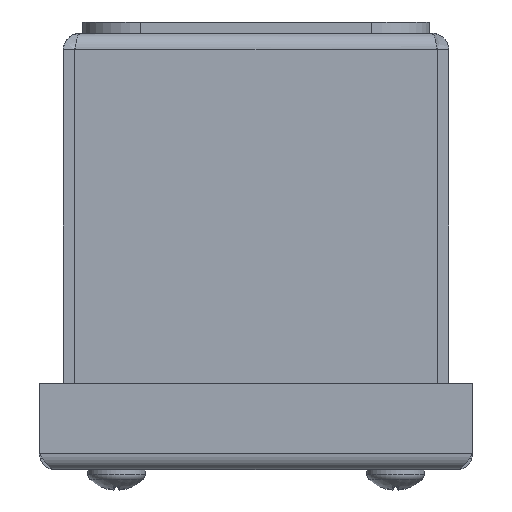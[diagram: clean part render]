
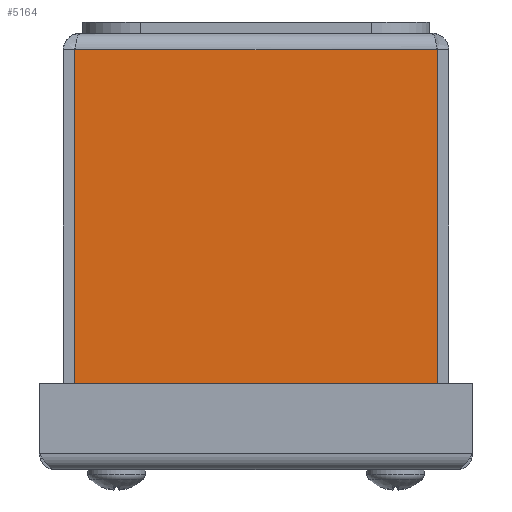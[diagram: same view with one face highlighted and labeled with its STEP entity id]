
A CAD part, front view. The second image highlights one B-rep face of the part: STEP entity #5164.
In plain terms, the highlighted planar face has unit normal (0, -1, 0).
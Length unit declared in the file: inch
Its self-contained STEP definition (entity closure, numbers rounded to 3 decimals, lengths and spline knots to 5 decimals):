
#569=PLANE('',#5575);
#830=FACE_OUTER_BOUND('',#1164,.T.);
#1164=EDGE_LOOP('',(#4434,#4435,#4436,#4437));
#1624=LINE('',#8873,#2072);
#1634=LINE('',#8898,#2082);
#1635=LINE('',#8900,#2083);
#1636=LINE('',#8901,#2084);
#2072=VECTOR('',#6696,2.35059);
#2082=VECTOR('',#6728,2.2895);
#2083=VECTOR('',#6729,2.35059);
#2084=VECTOR('',#6730,2.2895);
#2590=VERTEX_POINT('',#8870);
#2591=VERTEX_POINT('',#8872);
#2595=VERTEX_POINT('',#8897);
#2596=VERTEX_POINT('',#8899);
#3211=EDGE_CURVE('',#2591,#2590,#1624,.T.);
#3224=EDGE_CURVE('',#2595,#2590,#1634,.T.);
#3225=EDGE_CURVE('',#2595,#2596,#1635,.T.);
#3226=EDGE_CURVE('',#2591,#2596,#1636,.T.);
#4434=ORIENTED_EDGE('',*,*,#3211,.T.);
#4435=ORIENTED_EDGE('',*,*,#3224,.F.);
#4436=ORIENTED_EDGE('',*,*,#3225,.T.);
#4437=ORIENTED_EDGE('',*,*,#3226,.F.);
#5164=ADVANCED_FACE('',(#830),#569,.F.);
#5575=AXIS2_PLACEMENT_3D('',#8896,#6726,#6727);
#6696=DIRECTION('',(-1.,0.,0.));
#6726=DIRECTION('center_axis',(0.,1.,0.));
#6727=DIRECTION('ref_axis',(1.,0.,0.));
#6728=DIRECTION('',(0.,0.,1.));
#6729=DIRECTION('',(1.,0.,0.));
#6730=DIRECTION('',(0.,0.,-1.));
#8870=CARTESIAN_POINT('',(0.07471,0.,2.39475));
#8872=CARTESIAN_POINT('',(2.42529,0.,2.39475));
#8873=CARTESIAN_POINT('',(1.83765,0.,2.39475));
#8896=CARTESIAN_POINT('Origin',(1.25,0.,1.22219));
#8897=CARTESIAN_POINT('',(0.07471,0.,0.10525));
#8898=CARTESIAN_POINT('',(0.07471,0.,0.10525));
#8899=CARTESIAN_POINT('',(2.42529,0.,0.10525));
#8900=CARTESIAN_POINT('',(1.25,0.,0.10525));
#8901=CARTESIAN_POINT('',(2.42529,0.,0.10525));
